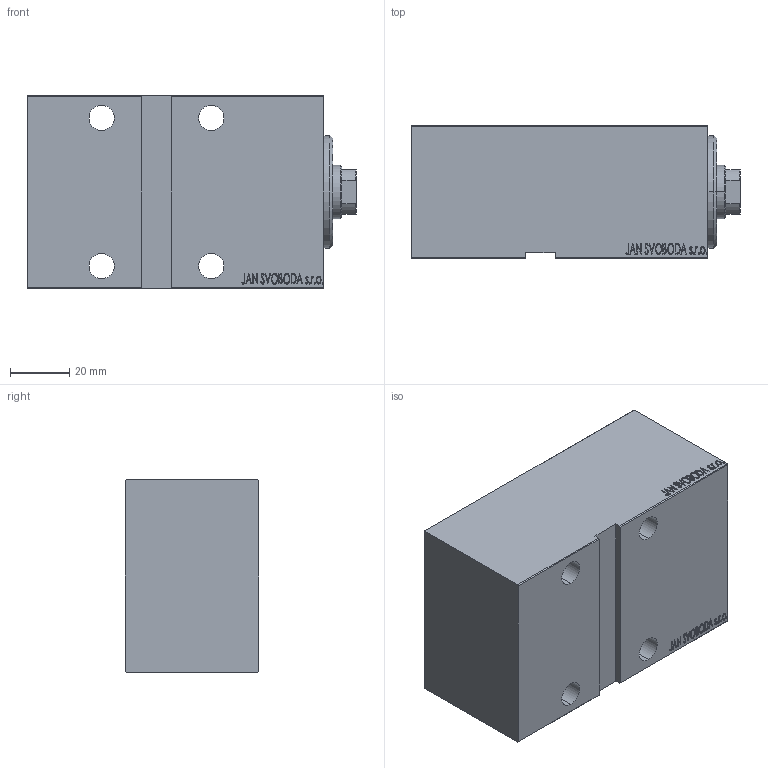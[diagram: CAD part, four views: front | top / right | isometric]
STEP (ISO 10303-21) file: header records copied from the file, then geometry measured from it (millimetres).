
FILE_DESCRIPTION (( 'STEP AP203' ), '1' );
FILE_NAME ('09ce.STEP', '2024-02-11T10:53:42', ( '' ), ( '' ), 'SwSTEP 2.0', 'SolidWorks 2019', '' );
FILE_SCHEMA (( 'CONFIG_CONTROL_DESIGN' ));
Length unit declared in the file: millimetre
Products named in the file (4): 09ce; V450CM_VC_B 40e01a192bc13aeb96c59366b87f6c0f; V450CM_E_VCP 40e01a192bc13aeb96c59366b87f6c0f; V450CM_E_Body 40e01a192bc13aeb96c59366b87f6c0f
Assembly tree (3 placements, depth 2):
  09ce
    V450CM_E_Body 40e01a192bc13aeb96c59366b87f6c0f
    V450CM_E_VCP 40e01a192bc13aeb96c59366b87f6c0f
    V450CM_VC_B 40e01a192bc13aeb96c59366b87f6c0f
Bounding box: 111 x 45 x 65 mm (x, y, z)
Volume: 267514.4 mm3; surface area: 54649 mm2
Topology: 3 solids, 3 shells, 856 faces, 2204 edges, 1461 vertices
Faces by surface type: plane 410, bspline 380, cylinder 52, cone 14
Entity records: 43264 total; most frequent: CARTESIAN_POINT 24497, ORIENTED_EDGE 4404, DIRECTION 2510, EDGE_CURVE 2202, VERTEX_POINT 1461, LINE 1314, VECTOR 1314, EDGE_LOOP 979
